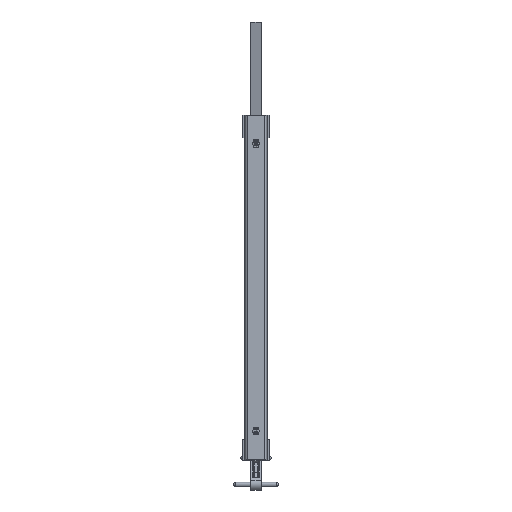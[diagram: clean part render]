
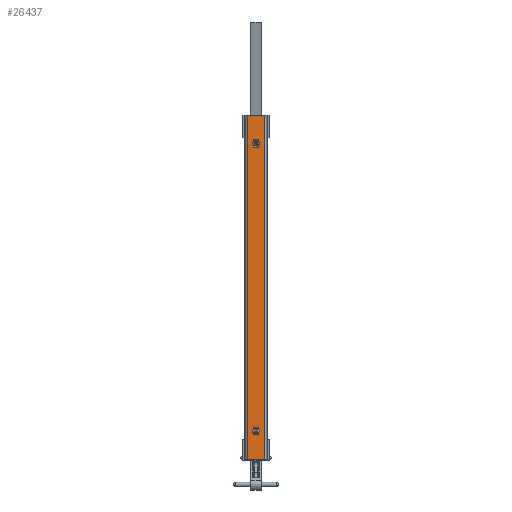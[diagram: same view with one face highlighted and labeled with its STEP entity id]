
A CAD part, front view. The second image highlights one B-rep face of the part: STEP entity #26437.
In plain terms, the highlighted planar face has unit normal (0, -1, 0).
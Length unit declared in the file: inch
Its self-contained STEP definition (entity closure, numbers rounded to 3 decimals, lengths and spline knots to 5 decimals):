
#380 = EDGE_LOOP ( 'NONE', ( #46484, #41492 ) ) ;
#394 = LINE ( 'NONE', #35237, #52948 ) ;
#706 = CIRCLE ( 'NONE', #17407, 0.15625 ) ;
#1292 = VECTOR ( 'NONE', #33980, 39.37008 ) ;
#3991 = DIRECTION ( 'NONE',  ( 1., 0., 0. ) ) ;
#4937 = AXIS2_PLACEMENT_3D ( 'NONE', #48958, #24095, #53130 ) ;
#5084 = CARTESIAN_POINT ( 'NONE',  ( -0.62546, 0., -12. ) ) ;
#5177 = VERTEX_POINT ( 'NONE', #16110 ) ;
#7092 = AXIS2_PLACEMENT_3D ( 'NONE', #45048, #20198, #49207 ) ;
#7991 = VERTEX_POINT ( 'NONE', #40610 ) ;
#9202 = CARTESIAN_POINT ( 'NONE',  ( -0.15625, 0., 10. ) ) ;
#9275 = DIRECTION ( 'NONE',  ( 0., -1., 0. ) ) ;
#9540 = AXIS2_PLACEMENT_3D ( 'NONE', #43759, #18902, #47910 ) ;
#10649 = VECTOR ( 'NONE', #42992, 39.37008 ) ;
#11247 = EDGE_LOOP ( 'NONE', ( #49684, #40860 ) ) ;
#11967 = LINE ( 'NONE', #30635, #10649 ) ;
#12548 = DIRECTION ( 'NONE',  ( 0., 1., 0. ) ) ;
#14790 = CARTESIAN_POINT ( 'NONE',  ( -0.15625, 0., -10. ) ) ;
#15159 = VERTEX_POINT ( 'NONE', #14790 ) ;
#16110 = CARTESIAN_POINT ( 'NONE',  ( -0.62546, 0., -12. ) ) ;
#17407 = AXIS2_PLACEMENT_3D ( 'NONE', #37401, #12548, #41555 ) ;
#18696 = LINE ( 'NONE', #49497, #39459 ) ;
#18902 = DIRECTION ( 'NONE',  ( 0., 1., 0. ) ) ;
#19875 = EDGE_CURVE ( 'NONE', #15159, #33560, #23354, .T. ) ;
#20198 = DIRECTION ( 'NONE',  ( 0., 1., 0. ) ) ;
#20397 = CIRCLE ( 'NONE', #9540, 0.15625 ) ;
#20463 = FACE_BOUND ( 'NONE', #11247, .T. ) ;
#21669 = EDGE_CURVE ( 'NONE', #33560, #15159, #51107, .T. ) ;
#22465 = AXIS2_PLACEMENT_3D ( 'NONE', #5084, #9275, #38303 ) ;
#22616 = ORIENTED_EDGE ( 'NONE', *, *, #30350, .T. ) ;
#23354 = CIRCLE ( 'NONE', #4937, 0.15625 ) ;
#23906 = EDGE_CURVE ( 'NONE', #24782, #39179, #20397, .T. ) ;
#24095 = DIRECTION ( 'NONE',  ( 0., 1., 0. ) ) ;
#24376 = EDGE_CURVE ( 'NONE', #5177, #7991, #11967, .T. ) ;
#24715 = CARTESIAN_POINT ( 'NONE',  ( 0.62546, 0., 12. ) ) ;
#24782 = VERTEX_POINT ( 'NONE', #9202 ) ;
#25824 = VERTEX_POINT ( 'NONE', #24715 ) ;
#26119 = EDGE_CURVE ( 'NONE', #5177, #28121, #394, .T. ) ;
#26322 = CARTESIAN_POINT ( 'NONE',  ( -0.62546, 0., 12. ) ) ;
#26437 = ADVANCED_FACE ( 'NONE', ( #20463, #50964, #39939 ), #50606, .T. ) ;
#27544 = CARTESIAN_POINT ( 'NONE',  ( 0.15625, 0., 10. ) ) ;
#28121 = VERTEX_POINT ( 'NONE', #26322 ) ;
#29544 = EDGE_CURVE ( 'NONE', #39179, #24782, #706, .T. ) ;
#30350 = EDGE_CURVE ( 'NONE', #7991, #25824, #46691, .T. ) ;
#30635 = CARTESIAN_POINT ( 'NONE',  ( -0.62546, 0., -12. ) ) ;
#32953 = ORIENTED_EDGE ( 'NONE', *, *, #26119, .F. ) ;
#33560 = VERTEX_POINT ( 'NONE', #39389 ) ;
#33980 = DIRECTION ( 'NONE',  ( 0., 0., 1. ) ) ;
#35237 = CARTESIAN_POINT ( 'NONE',  ( -0.62546, 0., -12. ) ) ;
#37401 = CARTESIAN_POINT ( 'NONE',  ( 0., 0., 10. ) ) ;
#38164 = CARTESIAN_POINT ( 'NONE',  ( 0.62546, 0., -12. ) ) ;
#38303 = DIRECTION ( 'NONE',  ( 1., 0., 0. ) ) ;
#39179 = VERTEX_POINT ( 'NONE', #27544 ) ;
#39389 = CARTESIAN_POINT ( 'NONE',  ( 0.15625, 0., -10. ) ) ;
#39404 = DIRECTION ( 'NONE',  ( 0., 0., 1. ) ) ;
#39459 = VECTOR ( 'NONE', #3991, 39.37008 ) ;
#39939 = FACE_OUTER_BOUND ( 'NONE', #41680, .T. ) ;
#40610 = CARTESIAN_POINT ( 'NONE',  ( 0.62546, 0., -12. ) ) ;
#40860 = ORIENTED_EDGE ( 'NONE', *, *, #29544, .T. ) ;
#41312 = EDGE_CURVE ( 'NONE', #28121, #25824, #18696, .T. ) ;
#41492 = ORIENTED_EDGE ( 'NONE', *, *, #21669, .T. ) ;
#41555 = DIRECTION ( 'NONE',  ( -1., 0., 0. ) ) ;
#41680 = EDGE_LOOP ( 'NONE', ( #46477, #32953, #44104, #22616 ) ) ;
#42992 = DIRECTION ( 'NONE',  ( 1., 0., 0. ) ) ;
#43759 = CARTESIAN_POINT ( 'NONE',  ( 0., 0., 10. ) ) ;
#44104 = ORIENTED_EDGE ( 'NONE', *, *, #24376, .T. ) ;
#45048 = CARTESIAN_POINT ( 'NONE',  ( 0., 0., -10. ) ) ;
#46477 = ORIENTED_EDGE ( 'NONE', *, *, #41312, .F. ) ;
#46484 = ORIENTED_EDGE ( 'NONE', *, *, #19875, .T. ) ;
#46691 = LINE ( 'NONE', #38164, #1292 ) ;
#47910 = DIRECTION ( 'NONE',  ( -1., 0., 0. ) ) ;
#48958 = CARTESIAN_POINT ( 'NONE',  ( 0., 0., -10. ) ) ;
#49207 = DIRECTION ( 'NONE',  ( -1., 0., 0. ) ) ;
#49497 = CARTESIAN_POINT ( 'NONE',  ( -0.62546, 0., 12. ) ) ;
#49684 = ORIENTED_EDGE ( 'NONE', *, *, #23906, .T. ) ;
#50606 = PLANE ( 'NONE',  #22465 ) ;
#50964 = FACE_BOUND ( 'NONE', #380, .T. ) ;
#51107 = CIRCLE ( 'NONE', #7092, 0.15625 ) ;
#52948 = VECTOR ( 'NONE', #39404, 39.37008 ) ;
#53130 = DIRECTION ( 'NONE',  ( -1., 0., 0. ) ) ;
